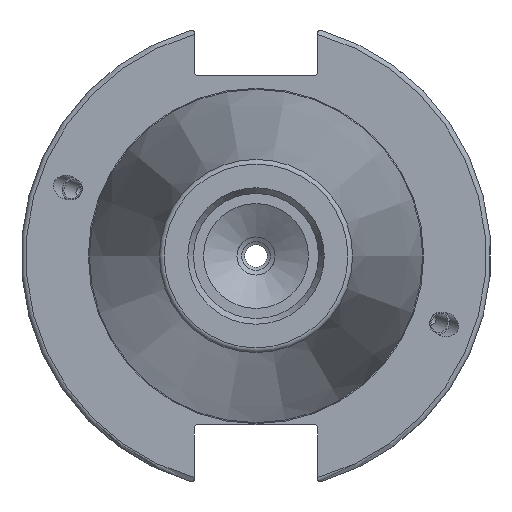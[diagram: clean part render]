
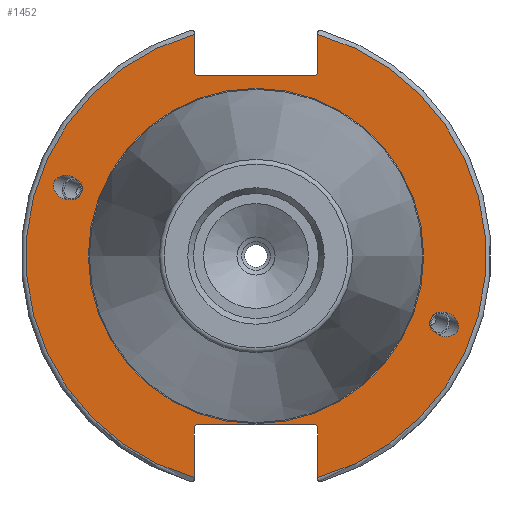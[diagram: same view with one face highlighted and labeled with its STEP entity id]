
A CAD part, left-side view. The second image highlights one B-rep face of the part: STEP entity #1452.
In plain terms, the highlighted planar face has unit normal (-1, 0, 0).
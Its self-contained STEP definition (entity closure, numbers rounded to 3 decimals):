
#31=ELLIPSE('',#1566,3.052,2.5);
#32=ELLIPSE('',#1600,3.052,2.5);
#109=FACE_BOUND('',#482,.T.);
#110=FACE_BOUND('',#483,.T.);
#111=FACE_BOUND('',#484,.T.);
#125=PLANE('',#1606);
#195=LINE('',#2702,#287);
#196=LINE('',#2704,#288);
#197=LINE('',#2706,#289);
#198=LINE('',#2708,#290);
#199=LINE('',#2710,#291);
#200=LINE('',#2714,#292);
#201=LINE('',#2716,#293);
#202=LINE('',#2718,#294);
#203=LINE('',#2720,#295);
#204=LINE('',#2721,#296);
#287=VECTOR('',#1899,10.);
#288=VECTOR('',#1900,10.);
#289=VECTOR('',#1901,10.);
#290=VECTOR('',#1902,10.);
#291=VECTOR('',#1903,10.);
#292=VECTOR('',#1906,10.);
#293=VECTOR('',#1907,10.);
#294=VECTOR('',#1908,10.);
#295=VECTOR('',#1909,10.);
#296=VECTOR('',#1910,10.);
#386=FACE_OUTER_BOUND('',#481,.T.);
#481=EDGE_LOOP('',(#1167,#1168,#1169,#1170,#1171,#1172,#1173,#1174,#1175,
#1176,#1177,#1178));
#482=EDGE_LOOP('',(#1179));
#483=EDGE_LOOP('',(#1180));
#484=EDGE_LOOP('',(#1181));
#576=CIRCLE('',#1604,35.125);
#578=CIRCLE('',#1607,48.213);
#579=CIRCLE('',#1608,48.213);
#654=VERTEX_POINT('',#2427);
#692=VERTEX_POINT('',#2686);
#695=VERTEX_POINT('',#2693);
#696=VERTEX_POINT('',#2698);
#697=VERTEX_POINT('',#2699);
#698=VERTEX_POINT('',#2701);
#699=VERTEX_POINT('',#2703);
#700=VERTEX_POINT('',#2705);
#701=VERTEX_POINT('',#2707);
#702=VERTEX_POINT('',#2709);
#703=VERTEX_POINT('',#2711);
#704=VERTEX_POINT('',#2713);
#705=VERTEX_POINT('',#2715);
#706=VERTEX_POINT('',#2717);
#707=VERTEX_POINT('',#2719);
#816=EDGE_CURVE('',#654,#654,#31,.T.);
#867=EDGE_CURVE('',#692,#692,#32,.T.);
#870=EDGE_CURVE('',#695,#695,#576,.T.);
#872=EDGE_CURVE('',#696,#697,#578,.T.);
#873=EDGE_CURVE('',#696,#698,#195,.T.);
#874=EDGE_CURVE('',#699,#698,#196,.T.);
#875=EDGE_CURVE('',#699,#700,#197,.T.);
#876=EDGE_CURVE('',#701,#700,#198,.T.);
#877=EDGE_CURVE('',#701,#702,#199,.T.);
#878=EDGE_CURVE('',#703,#702,#579,.T.);
#879=EDGE_CURVE('',#703,#704,#200,.T.);
#880=EDGE_CURVE('',#705,#704,#201,.T.);
#881=EDGE_CURVE('',#705,#706,#202,.T.);
#882=EDGE_CURVE('',#707,#706,#203,.T.);
#883=EDGE_CURVE('',#707,#697,#204,.T.);
#1167=ORIENTED_EDGE('',*,*,#872,.F.);
#1168=ORIENTED_EDGE('',*,*,#873,.T.);
#1169=ORIENTED_EDGE('',*,*,#874,.F.);
#1170=ORIENTED_EDGE('',*,*,#875,.T.);
#1171=ORIENTED_EDGE('',*,*,#876,.F.);
#1172=ORIENTED_EDGE('',*,*,#877,.T.);
#1173=ORIENTED_EDGE('',*,*,#878,.F.);
#1174=ORIENTED_EDGE('',*,*,#879,.T.);
#1175=ORIENTED_EDGE('',*,*,#880,.F.);
#1176=ORIENTED_EDGE('',*,*,#881,.T.);
#1177=ORIENTED_EDGE('',*,*,#882,.F.);
#1178=ORIENTED_EDGE('',*,*,#883,.T.);
#1179=ORIENTED_EDGE('',*,*,#816,.T.);
#1180=ORIENTED_EDGE('',*,*,#867,.T.);
#1181=ORIENTED_EDGE('',*,*,#870,.F.);
#1452=ADVANCED_FACE('',(#386,#109,#110,#111),#125,.T.);
#1566=AXIS2_PLACEMENT_3D('',#2429,#1799,#1800);
#1600=AXIS2_PLACEMENT_3D('',#2688,#1883,#1884);
#1604=AXIS2_PLACEMENT_3D('',#2695,#1891,#1892);
#1606=AXIS2_PLACEMENT_3D('',#2697,#1895,#1896);
#1607=AXIS2_PLACEMENT_3D('',#2700,#1897,#1898);
#1608=AXIS2_PLACEMENT_3D('',#2712,#1904,#1905);
#1799=DIRECTION('center_axis',(1.,0.,0.));
#1800=DIRECTION('ref_axis',(0.,-0.94,-0.342));
#1883=DIRECTION('center_axis',(1.,0.,0.));
#1884=DIRECTION('ref_axis',(0.,0.94,0.342));
#1891=DIRECTION('center_axis',(-1.,0.,0.));
#1892=DIRECTION('ref_axis',(0.,-1.,0.));
#1895=DIRECTION('center_axis',(-1.,0.,0.));
#1896=DIRECTION('ref_axis',(0.,0.,1.));
#1897=DIRECTION('center_axis',(1.,0.,0.));
#1898=DIRECTION('ref_axis',(0.,-1.,0.));
#1899=DIRECTION('',(0.,0.,-1.));
#1900=DIRECTION('',(0.,-0.707,0.707));
#1901=DIRECTION('',(0.,1.,0.));
#1902=DIRECTION('',(0.,-0.707,-0.707));
#1903=DIRECTION('',(0.,0.,1.));
#1904=DIRECTION('center_axis',(1.,0.,0.));
#1905=DIRECTION('ref_axis',(0.,1.,0.));
#1906=DIRECTION('',(0.,0.,1.));
#1907=DIRECTION('',(0.,0.707,-0.707));
#1908=DIRECTION('',(0.,-1.,0.));
#1909=DIRECTION('',(0.,0.707,0.707));
#1910=DIRECTION('',(0.,0.,-1.));
#2427=CARTESIAN_POINT('',(3.175,-36.599,-13.321));
#2429=CARTESIAN_POINT('Origin',(3.175,-39.467,-14.365));
#2686=CARTESIAN_POINT('',(3.175,36.599,13.321));
#2688=CARTESIAN_POINT('Origin',(3.175,39.467,14.365));
#2693=CARTESIAN_POINT('',(3.175,0.,35.125));
#2695=CARTESIAN_POINT('Origin',(3.175,0.,0.));
#2697=CARTESIAN_POINT('Origin',(3.175,49.213,0.));
#2698=CARTESIAN_POINT('',(3.175,-12.95,46.441));
#2699=CARTESIAN_POINT('',(3.175,-12.95,-46.441));
#2700=CARTESIAN_POINT('Origin',(3.175,0.,0.));
#2701=CARTESIAN_POINT('',(3.175,-12.95,38.219));
#2702=CARTESIAN_POINT('',(3.175,-12.95,18.86));
#2703=CARTESIAN_POINT('',(3.175,-12.45,37.719));
#2704=CARTESIAN_POINT('',(3.175,12.27,12.999));
#2705=CARTESIAN_POINT('',(3.175,12.45,37.719));
#2706=CARTESIAN_POINT('',(3.175,24.606,37.719));
#2707=CARTESIAN_POINT('',(3.175,12.95,38.219));
#2708=CARTESIAN_POINT('',(3.175,12.336,37.605));
#2709=CARTESIAN_POINT('',(3.175,12.95,46.441));
#2710=CARTESIAN_POINT('',(3.175,12.95,18.86));
#2711=CARTESIAN_POINT('',(3.175,12.95,-46.441));
#2712=CARTESIAN_POINT('Origin',(3.175,0.,0.));
#2713=CARTESIAN_POINT('',(3.175,12.95,-35.806));
#2714=CARTESIAN_POINT('',(3.175,12.95,-17.653));
#2715=CARTESIAN_POINT('',(3.175,12.45,-35.306));
#2716=CARTESIAN_POINT('',(3.175,12.939,-35.795));
#2717=CARTESIAN_POINT('',(3.175,-12.45,-35.306));
#2718=CARTESIAN_POINT('',(3.175,24.606,-35.306));
#2719=CARTESIAN_POINT('',(3.175,-12.95,-35.806));
#2720=CARTESIAN_POINT('',(3.175,11.667,-11.189));
#2721=CARTESIAN_POINT('',(3.175,-12.95,-17.653));
